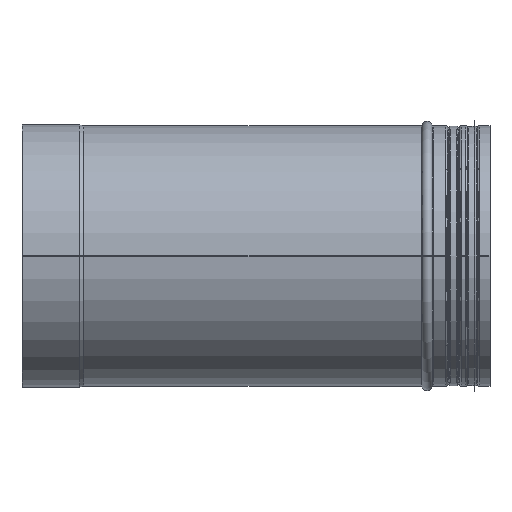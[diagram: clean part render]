
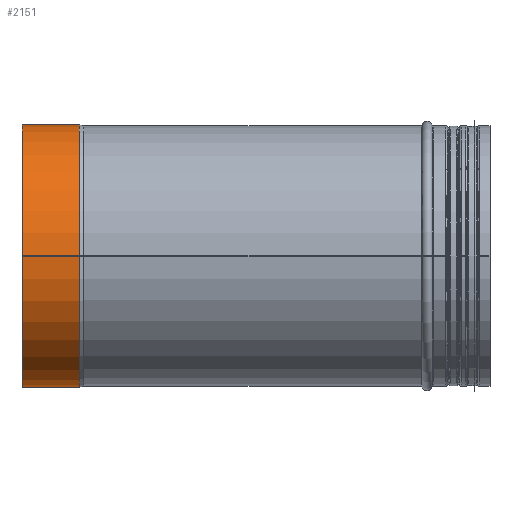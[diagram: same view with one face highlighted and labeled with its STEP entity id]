
A CAD part, left-side view. The second image highlights one B-rep face of the part: STEP entity #2151.
In plain terms, the highlighted cylindrical face has radius 160.1 mm (diameter 320.2 mm), a partial arc.
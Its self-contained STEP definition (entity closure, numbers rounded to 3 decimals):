
#84=CYLINDRICAL_SURFACE('',#2381,160.1);
#226=FACE_OUTER_BOUND('',#374,.T.);
#374=EDGE_LOOP('',(#1593,#1594,#1595,#1596));
#544=CIRCLE('',#2380,160.1);
#545=CIRCLE('',#2382,160.1);
#651=LINE('',#3373,#778);
#703=LINE('',#3731,#830);
#778=VECTOR('',#2666,69.844);
#830=VECTOR('',#2924,69.844);
#907=VERTEX_POINT('',#3366);
#909=VERTEX_POINT('',#3372);
#912=VERTEX_POINT('',#3379);
#965=VERTEX_POINT('',#3726);
#1087=EDGE_CURVE('',#909,#907,#651,.T.);
#1192=EDGE_CURVE('',#965,#909,#544,.T.);
#1194=EDGE_CURVE('',#912,#907,#545,.T.);
#1195=EDGE_CURVE('',#965,#912,#703,.T.);
#1593=ORIENTED_EDGE('',*,*,#1087,.T.);
#1594=ORIENTED_EDGE('',*,*,#1194,.F.);
#1595=ORIENTED_EDGE('',*,*,#1195,.F.);
#1596=ORIENTED_EDGE('',*,*,#1192,.T.);
#2151=ADVANCED_FACE('',(#226),#84,.T.);
#2380=AXIS2_PLACEMENT_3D('',#3727,#2917,#2918);
#2381=AXIS2_PLACEMENT_3D('',#3729,#2920,#2921);
#2382=AXIS2_PLACEMENT_3D('',#3730,#2922,#2923);
#2666=DIRECTION('',(0.,-1.,0.));
#2917=DIRECTION('center_axis',(0.,-1.,0.));
#2918=DIRECTION('ref_axis',(-1.,0.,0.));
#2920=DIRECTION('center_axis',(0.,-1.,0.));
#2921=DIRECTION('ref_axis',(-1.,0.,0.));
#2922=DIRECTION('center_axis',(0.,-1.,0.));
#2923=DIRECTION('ref_axis',(-1.,0.,0.));
#2924=DIRECTION('',(0.,-1.,0.));
#3366=CARTESIAN_POINT('',(-160.1,500.156,0.279));
#3372=CARTESIAN_POINT('',(-160.1,570.,0.279));
#3373=CARTESIAN_POINT('',(-160.1,570.,0.279));
#3379=CARTESIAN_POINT('',(-160.1,500.156,0.));
#3726=CARTESIAN_POINT('',(-160.1,570.,0.));
#3727=CARTESIAN_POINT('Origin',(0.,570.,0.));
#3729=CARTESIAN_POINT('Origin',(0.,13.179,0.));
#3730=CARTESIAN_POINT('Origin',(0.,500.156,0.));
#3731=CARTESIAN_POINT('',(-160.1,570.,0.));
